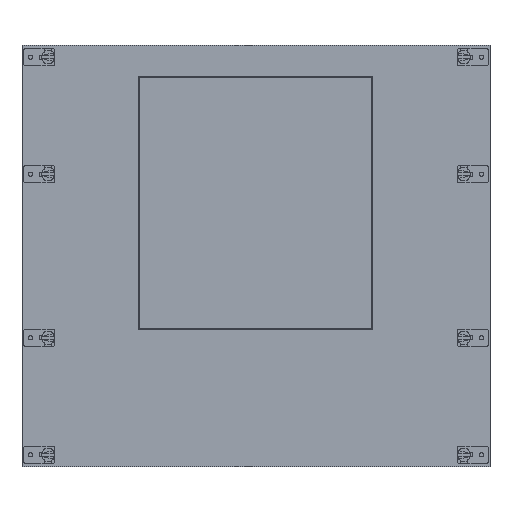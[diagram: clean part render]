
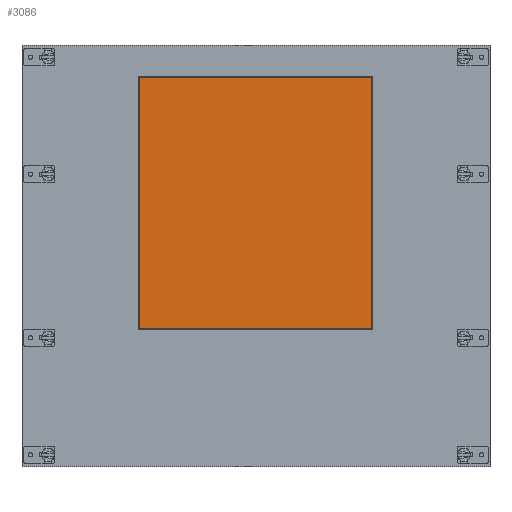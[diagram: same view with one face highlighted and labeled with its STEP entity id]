
A CAD part, top view. The second image highlights one B-rep face of the part: STEP entity #3086.
In plain terms, the highlighted planar face has unit normal (0, 0, 1).
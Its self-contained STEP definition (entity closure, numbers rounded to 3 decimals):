
#2971=DIRECTION('',(0.,-1.,0.));
#2972=VECTOR('',#2971,268.75);
#2973=CARTESIAN_POINT('',(-98.25,27.9,1.));
#2974=LINE('',#2973,#2972);
#2978=DIRECTION('',(-1.,0.,0.));
#2979=VECTOR('',#2978,248.);
#2980=CARTESIAN_POINT('',(149.75,27.9,1.));
#2981=LINE('',#2980,#2979);
#2985=DIRECTION('',(0.,1.,0.));
#2986=VECTOR('',#2985,268.75);
#2987=CARTESIAN_POINT('',(149.75,-240.85,1.));
#2988=LINE('',#2987,#2986);
#2992=DIRECTION('',(1.,0.,0.));
#2993=VECTOR('',#2992,248.);
#2994=CARTESIAN_POINT('',(-98.25,-240.85,1.));
#2995=LINE('',#2994,#2993);
#3055=CARTESIAN_POINT('',(-98.25,27.9,1.));
#3056=CARTESIAN_POINT('',(-98.25,-240.85,1.));
#3057=VERTEX_POINT('',#3055);
#3058=VERTEX_POINT('',#3056);
#3059=CARTESIAN_POINT('',(149.75,-240.85,1.));
#3060=VERTEX_POINT('',#3059);
#3061=CARTESIAN_POINT('',(149.75,27.9,1.));
#3062=VERTEX_POINT('',#3061);
#3071=CARTESIAN_POINT('',(0.,0.,1.));
#3072=DIRECTION('',(0.,0.,1.));
#3073=DIRECTION('',(1.,0.,0.));
#3074=AXIS2_PLACEMENT_3D('',#3071,#3072,#3073);
#3075=PLANE('',#3074);
#3077=ORIENTED_EDGE('',*,*,#3076,.F.);
#3079=ORIENTED_EDGE('',*,*,#3078,.F.);
#3081=ORIENTED_EDGE('',*,*,#3080,.F.);
#3083=ORIENTED_EDGE('',*,*,#3082,.F.);
#3084=EDGE_LOOP('',(#3077,#3079,#3081,#3083));
#3085=FACE_OUTER_BOUND('',#3084,.F.);
#3076=EDGE_CURVE('',#3057,#3058,#2974,.T.);
#3078=EDGE_CURVE('',#3062,#3057,#2981,.T.);
#3080=EDGE_CURVE('',#3060,#3062,#2988,.T.);
#3082=EDGE_CURVE('',#3058,#3060,#2995,.T.);
#3086=ADVANCED_FACE('',(#3085),#3075,.T.);
